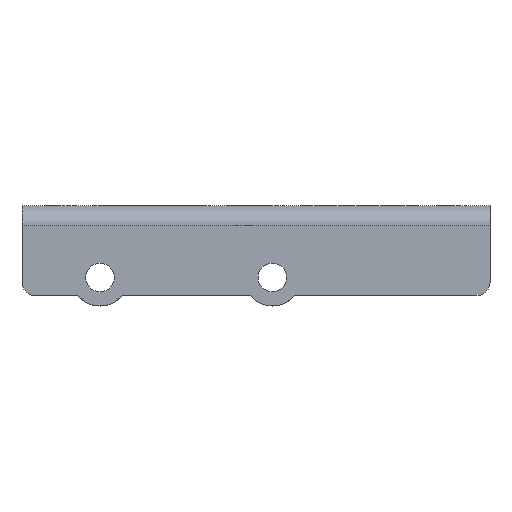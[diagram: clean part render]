
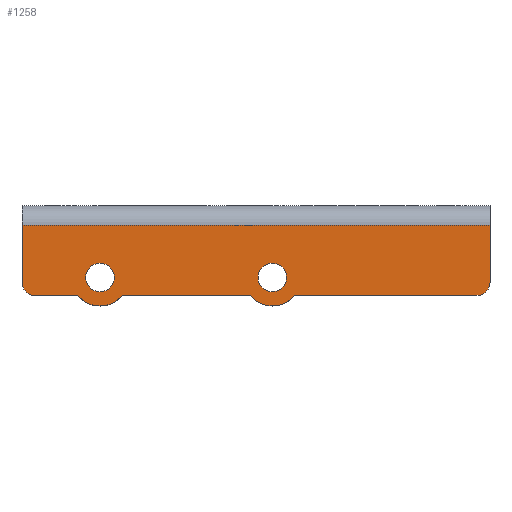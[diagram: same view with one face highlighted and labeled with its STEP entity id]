
A CAD part, left-side view. The second image highlights one B-rep face of the part: STEP entity #1258.
In plain terms, the highlighted planar face has unit normal (-1, 0, 0).
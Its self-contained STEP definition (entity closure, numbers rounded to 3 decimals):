
#18 = VECTOR ( 'NONE', #417, 1000. ) ;
#27 = EDGE_CURVE ( 'NONE', #1005, #379, #1852, .T. ) ;
#34 = CIRCLE ( 'NONE', #660, 2.2 ) ;
#63 = ORIENTED_EDGE ( 'NONE', *, *, #1425, .T. ) ;
#73 = EDGE_CURVE ( 'NONE', #718, #591, #592, .T. ) ;
#80 = ORIENTED_EDGE ( 'NONE', *, *, #73, .T. ) ;
#93 = VECTOR ( 'NONE', #582, 1000. ) ;
#96 = VERTEX_POINT ( 'NONE', #482 ) ;
#107 = AXIS2_PLACEMENT_3D ( 'NONE', #949, #130, #806 ) ;
#126 = DIRECTION ( 'NONE',  ( 0., 0., -1. ) ) ;
#130 = DIRECTION ( 'NONE',  ( 1., 0., 0. ) ) ;
#211 = DIRECTION ( 'NONE',  ( -1., 0., 0. ) ) ;
#307 = FACE_BOUND ( 'NONE', #1086, .T. ) ;
#313 = DIRECTION ( 'NONE',  ( 0., 0., 1. ) ) ;
#327 = FACE_BOUND ( 'NONE', #1017, .T. ) ;
#328 = AXIS2_PLACEMENT_3D ( 'NONE', #1763, #1578, #1427 ) ;
#361 = VECTOR ( 'NONE', #1492, 1000. ) ;
#379 = VERTEX_POINT ( 'NONE', #391 ) ;
#387 = LINE ( 'NONE', #1322, #361 ) ;
#391 = CARTESIAN_POINT ( 'NONE',  ( -367.727, -141.648, 198.318 ) ) ;
#410 = LINE ( 'NONE', #761, #18 ) ;
#417 = DIRECTION ( 'NONE',  ( 0., -1., 0. ) ) ;
#431 = EDGE_LOOP ( 'NONE', ( #1851, #1672, #706, #63, #1318, #864, #1825, #1696, #1480, #80 ) ) ;
#482 = CARTESIAN_POINT ( 'NONE',  ( -367.727, -136.648, 198.029 ) ) ;
#500 = CARTESIAN_POINT ( 'NONE',  ( -367.727, -139.943, 198.029 ) ) ;
#532 = CARTESIAN_POINT ( 'NONE',  ( -367.727, -135.648, 203.418 ) ) ;
#555 = DIRECTION ( 'NONE',  ( 0., 0., 1. ) ) ;
#561 = VERTEX_POINT ( 'NONE', #1936 ) ;
#564 = CARTESIAN_POINT ( 'NONE',  ( -367.727, -175.248, 203.418 ) ) ;
#582 = DIRECTION ( 'NONE',  ( 0., 1., 0. ) ) ;
#584 = DIRECTION ( 'NONE',  ( -1., 0., 0. ) ) ;
#591 = VERTEX_POINT ( 'NONE', #804 ) ;
#592 = CIRCLE ( 'NONE', #714, 1. ) ;
#604 = CARTESIAN_POINT ( 'NONE',  ( -367.727, -171.648, 203.418 ) ) ;
#625 = VECTOR ( 'NONE', #1772, 1000. ) ;
#640 = VERTEX_POINT ( 'NONE', #500 ) ;
#660 = AXIS2_PLACEMENT_3D ( 'NONE', #1110, #755, #1755 ) ;
#706 = ORIENTED_EDGE ( 'NONE', *, *, #2105, .T. ) ;
#714 = AXIS2_PLACEMENT_3D ( 'NONE', #1953, #799, #313 ) ;
#718 = VERTEX_POINT ( 'NONE', #1642 ) ;
#724 = AXIS2_PLACEMENT_3D ( 'NONE', #1644, #2116, #1962 ) ;
#746 = AXIS2_PLACEMENT_3D ( 'NONE', #1479, #1620, #1794 ) ;
#755 = DIRECTION ( 'NONE',  ( -1., 0., 0. ) ) ;
#761 = CARTESIAN_POINT ( 'NONE',  ( -367.727, -175.248, 198.029 ) ) ;
#762 = VERTEX_POINT ( 'NONE', #986 ) ;
#798 = VERTEX_POINT ( 'NONE', #1181 ) ;
#799 = DIRECTION ( 'NONE',  ( -1., 0., 0. ) ) ;
#803 = LINE ( 'NONE', #1431, #625 ) ;
#804 = CARTESIAN_POINT ( 'NONE',  ( -367.727, -171.648, 199.029 ) ) ;
#806 = DIRECTION ( 'NONE',  ( 0., 0., 1. ) ) ;
#815 = ORIENTED_EDGE ( 'NONE', *, *, #1076, .T. ) ;
#864 = ORIENTED_EDGE ( 'NONE', *, *, #1627, .T. ) ;
#887 = DIRECTION ( 'NONE',  ( 0., -1., 0. ) ) ;
#900 = VERTEX_POINT ( 'NONE', #532 ) ;
#907 = ORIENTED_EDGE ( 'NONE', *, *, #27, .T. ) ;
#912 = CARTESIAN_POINT ( 'NONE',  ( -367.727, -153.201, 198.029 ) ) ;
#941 = EDGE_CURVE ( 'NONE', #2119, #900, #1056, .T. ) ;
#944 = EDGE_CURVE ( 'NONE', #379, #1005, #1438, .T. ) ;
#949 = CARTESIAN_POINT ( 'NONE',  ( -367.727, -154.906, 199.418 ) ) ;
#952 = ORIENTED_EDGE ( 'NONE', *, *, #944, .T. ) ;
#973 = VERTEX_POINT ( 'NONE', #1371 ) ;
#986 = CARTESIAN_POINT ( 'NONE',  ( -367.727, -156.612, 198.029 ) ) ;
#1005 = VERTEX_POINT ( 'NONE', #1553 ) ;
#1017 = EDGE_LOOP ( 'NONE', ( #907, #952 ) ) ;
#1036 = CIRCLE ( 'NONE', #1353, 1. ) ;
#1045 = AXIS2_PLACEMENT_3D ( 'NONE', #1885, #1710, #1530 ) ;
#1056 = LINE ( 'NONE', #564, #93 ) ;
#1066 = VECTOR ( 'NONE', #126, 1000. ) ;
#1076 = EDGE_CURVE ( 'NONE', #798, #1614, #1943, .T. ) ;
#1086 = EDGE_LOOP ( 'NONE', ( #815, #1709 ) ) ;
#1097 = EDGE_CURVE ( 'NONE', #1387, #762, #34, .T. ) ;
#1110 = CARTESIAN_POINT ( 'NONE',  ( -367.727, -154.906, 199.418 ) ) ;
#1116 = FACE_OUTER_BOUND ( 'NONE', #431, .T. ) ;
#1128 = CIRCLE ( 'NONE', #107, 1.1 ) ;
#1181 = CARTESIAN_POINT ( 'NONE',  ( -367.727, -154.906, 200.518 ) ) ;
#1197 = CARTESIAN_POINT ( 'NONE',  ( -367.727, -175.248, 198.029 ) ) ;
#1252 = EDGE_CURVE ( 'NONE', #762, #718, #1625, .T. ) ;
#1258 = ADVANCED_FACE ( 'NONE', ( #307, #327, #1116 ), #1713, .T. ) ;
#1318 = ORIENTED_EDGE ( 'NONE', *, *, #1967, .T. ) ;
#1321 = VECTOR ( 'NONE', #887, 1000. ) ;
#1322 = CARTESIAN_POINT ( 'NONE',  ( -367.727, -175.248, 198.029 ) ) ;
#1353 = AXIS2_PLACEMENT_3D ( 'NONE', #1562, #584, #1402 ) ;
#1371 = CARTESIAN_POINT ( 'NONE',  ( -367.727, -143.354, 198.029 ) ) ;
#1387 = VERTEX_POINT ( 'NONE', #912 ) ;
#1402 = DIRECTION ( 'NONE',  ( 0., 0., 1. ) ) ;
#1425 = EDGE_CURVE ( 'NONE', #561, #96, #1036, .T. ) ;
#1426 = CARTESIAN_POINT ( 'NONE',  ( -367.727, -135.648, 196.598 ) ) ;
#1427 = DIRECTION ( 'NONE',  ( 0., 0., 1. ) ) ;
#1431 = CARTESIAN_POINT ( 'NONE',  ( -367.727, -171.648, 196.598 ) ) ;
#1438 = CIRCLE ( 'NONE', #1045, 1.1 ) ;
#1479 = CARTESIAN_POINT ( 'NONE',  ( -367.727, -141.648, 199.418 ) ) ;
#1480 = ORIENTED_EDGE ( 'NONE', *, *, #1252, .T. ) ;
#1492 = DIRECTION ( 'NONE',  ( 0., -1., 0. ) ) ;
#1496 = LINE ( 'NONE', #1426, #1066 ) ;
#1504 = EDGE_CURVE ( 'NONE', #1614, #798, #1128, .T. ) ;
#1530 = DIRECTION ( 'NONE',  ( 0., 0., 1. ) ) ;
#1535 = CARTESIAN_POINT ( 'NONE',  ( -367.727, -175.248, 196.598 ) ) ;
#1553 = CARTESIAN_POINT ( 'NONE',  ( -367.727, -141.648, 200.518 ) ) ;
#1562 = CARTESIAN_POINT ( 'NONE',  ( -367.727, -136.648, 199.029 ) ) ;
#1578 = DIRECTION ( 'NONE',  ( 1., 0., 0. ) ) ;
#1614 = VERTEX_POINT ( 'NONE', #1655 ) ;
#1620 = DIRECTION ( 'NONE',  ( 1., 0., 0. ) ) ;
#1625 = LINE ( 'NONE', #1197, #1321 ) ;
#1627 = EDGE_CURVE ( 'NONE', #640, #973, #2053, .T. ) ;
#1642 = CARTESIAN_POINT ( 'NONE',  ( -367.727, -170.648, 198.029 ) ) ;
#1644 = CARTESIAN_POINT ( 'NONE',  ( -367.727, -141.648, 199.418 ) ) ;
#1655 = CARTESIAN_POINT ( 'NONE',  ( -367.727, -154.906, 198.318 ) ) ;
#1672 = ORIENTED_EDGE ( 'NONE', *, *, #941, .T. ) ;
#1696 = ORIENTED_EDGE ( 'NONE', *, *, #1097, .T. ) ;
#1709 = ORIENTED_EDGE ( 'NONE', *, *, #1504, .T. ) ;
#1710 = DIRECTION ( 'NONE',  ( 1., 0., 0. ) ) ;
#1713 = PLANE ( 'NONE',  #1873 ) ;
#1728 = EDGE_CURVE ( 'NONE', #973, #1387, #387, .T. ) ;
#1755 = DIRECTION ( 'NONE',  ( 0., 0., 1. ) ) ;
#1763 = CARTESIAN_POINT ( 'NONE',  ( -367.727, -154.906, 199.418 ) ) ;
#1772 = DIRECTION ( 'NONE',  ( 0., 0., 1. ) ) ;
#1794 = DIRECTION ( 'NONE',  ( 0., 0., 1. ) ) ;
#1825 = ORIENTED_EDGE ( 'NONE', *, *, #1728, .T. ) ;
#1851 = ORIENTED_EDGE ( 'NONE', *, *, #2117, .T. ) ;
#1852 = CIRCLE ( 'NONE', #746, 1.1 ) ;
#1873 = AXIS2_PLACEMENT_3D ( 'NONE', #1535, #211, #555 ) ;
#1885 = CARTESIAN_POINT ( 'NONE',  ( -367.727, -141.648, 199.418 ) ) ;
#1936 = CARTESIAN_POINT ( 'NONE',  ( -367.727, -135.648, 199.029 ) ) ;
#1943 = CIRCLE ( 'NONE', #328, 1.1 ) ;
#1953 = CARTESIAN_POINT ( 'NONE',  ( -367.727, -170.648, 199.029 ) ) ;
#1962 = DIRECTION ( 'NONE',  ( 0., 0., 1. ) ) ;
#1967 = EDGE_CURVE ( 'NONE', #96, #640, #410, .T. ) ;
#2053 = CIRCLE ( 'NONE', #724, 2.2 ) ;
#2105 = EDGE_CURVE ( 'NONE', #900, #561, #1496, .T. ) ;
#2116 = DIRECTION ( 'NONE',  ( -1., 0., 0. ) ) ;
#2117 = EDGE_CURVE ( 'NONE', #591, #2119, #803, .T. ) ;
#2119 = VERTEX_POINT ( 'NONE', #604 ) ;
